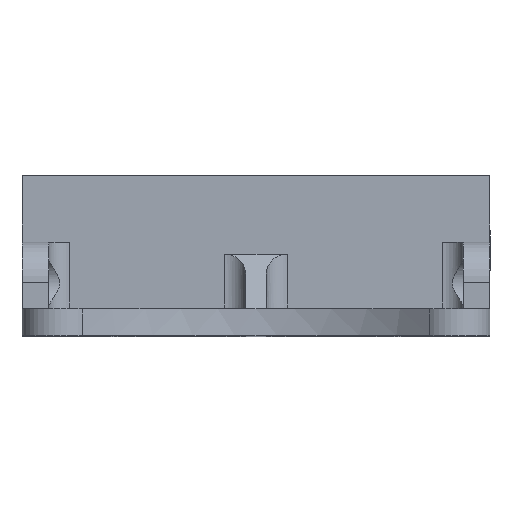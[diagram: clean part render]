
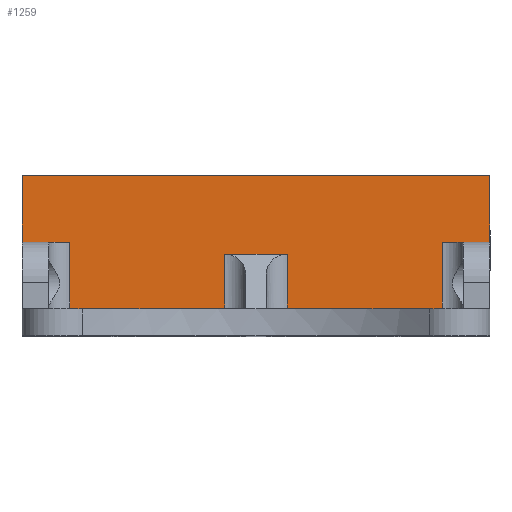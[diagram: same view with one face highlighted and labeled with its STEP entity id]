
A CAD part, top view. The second image highlights one B-rep face of the part: STEP entity #1259.
In plain terms, the highlighted planar face has unit normal (0, 0, 1).
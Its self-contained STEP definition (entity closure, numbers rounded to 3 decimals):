
#3 = CARTESIAN_POINT ( 'NONE',  ( -23.701, -2.191, -30.216 ) ) ;
#48 = EDGE_CURVE ( 'NONE', #4202, #5660, #957, .T. ) ;
#60 = VERTEX_POINT ( 'NONE', #3555 ) ;
#61 = CARTESIAN_POINT ( 'NONE',  ( 4.219, -3.079, -30.216 ) ) ;
#63 = VERTEX_POINT ( 'NONE', #5125 ) ;
#234 = VECTOR ( 'NONE', #2204, 1000. ) ;
#393 = ORIENTED_EDGE ( 'NONE', *, *, #4108, .T. ) ;
#466 = LINE ( 'NONE', #6434, #3875 ) ;
#493 = DIRECTION ( 'NONE',  ( -1., 0., 0. ) ) ;
#503 = DIRECTION ( 'NONE',  ( 1., 0., 0. ) ) ;
#506 = ORIENTED_EDGE ( 'NONE', *, *, #6062, .T. ) ;
#591 = CARTESIAN_POINT ( 'NONE',  ( 1.131, -7.191, -30.216 ) ) ;
#662 = LINE ( 'NONE', #5735, #3995 ) ;
#816 = EDGE_CURVE ( 'NONE', #6553, #63, #3530, .T. ) ;
#838 = VECTOR ( 'NONE', #6143, 1000. ) ;
#957 = LINE ( 'NONE', #1091, #1665 ) ;
#1006 = LINE ( 'NONE', #4491, #6082 ) ;
#1023 = DIRECTION ( 'NONE',  ( 0., -1., 0. ) ) ;
#1077 = ORIENTED_EDGE ( 'NONE', *, *, #48, .T. ) ;
#1091 = CARTESIAN_POINT ( 'NONE',  ( -10.444, -7.191, -30.216 ) ) ;
#1192 = DIRECTION ( 'NONE',  ( 0., 1., 0. ) ) ;
#1195 = VECTOR ( 'NONE', #1319, 1000. ) ;
#1259 = ADVANCED_FACE ( 'NONE', ( #4051 ), #6173, .F. ) ;
#1304 = VERTEX_POINT ( 'NONE', #6571 ) ;
#1319 = DIRECTION ( 'NONE',  ( 0., 1., 0. ) ) ;
#1341 = EDGE_CURVE ( 'NONE', #5577, #1489, #2149, .T. ) ;
#1402 = ORIENTED_EDGE ( 'NONE', *, *, #4522, .T. ) ;
#1482 = LINE ( 'NONE', #2396, #5662 ) ;
#1489 = VERTEX_POINT ( 'NONE', #6392 ) ;
#1518 = DIRECTION ( 'NONE',  ( -1., 0., 0. ) ) ;
#1574 = EDGE_CURVE ( 'NONE', #5102, #6553, #6491, .T. ) ;
#1591 = DIRECTION ( 'NONE',  ( 0., 0., -1. ) ) ;
#1637 = CARTESIAN_POINT ( 'NONE',  ( -23.701, 2.809, -30.216 ) ) ;
#1665 = VECTOR ( 'NONE', #1023, 1000. ) ;
#1995 = VECTOR ( 'NONE', #6012, 1000. ) ;
#2008 = CARTESIAN_POINT ( 'NONE',  ( -14.031, -2.191, -30.216 ) ) ;
#2061 = CARTESIAN_POINT ( 'NONE',  ( -10.444, -2.191, -30.216 ) ) ;
#2063 = CARTESIAN_POINT ( 'NONE',  ( -10.444, -7.191, -30.216 ) ) ;
#2097 = ORIENTED_EDGE ( 'NONE', *, *, #816, .F. ) ;
#2103 = CARTESIAN_POINT ( 'NONE',  ( -14.031, 2.809, -30.216 ) ) ;
#2149 = LINE ( 'NONE', #3254, #234 ) ;
#2185 = EDGE_LOOP ( 'NONE', ( #393, #1077, #4639, #3147, #5694, #506, #5612, #5946, #3251, #1402, #2097, #4090 ) ) ;
#2204 = DIRECTION ( 'NONE',  ( 0., 1., 0. ) ) ;
#2396 = CARTESIAN_POINT ( 'NONE',  ( 5.806, -7.191, -30.216 ) ) ;
#2666 = EDGE_CURVE ( 'NONE', #5099, #60, #662, .T. ) ;
#2766 = LINE ( 'NONE', #3819, #3302 ) ;
#2978 = AXIS2_PLACEMENT_3D ( 'NONE', #6073, #1591, #1518 ) ;
#3147 = ORIENTED_EDGE ( 'NONE', *, *, #2666, .T. ) ;
#3251 = ORIENTED_EDGE ( 'NONE', *, *, #5769, .T. ) ;
#3254 = CARTESIAN_POINT ( 'NONE',  ( 17.381, -2.191, -30.216 ) ) ;
#3260 = DIRECTION ( 'NONE',  ( -1., 0., 0. ) ) ;
#3287 = CARTESIAN_POINT ( 'NONE',  ( 20.969, -2.191, -30.216 ) ) ;
#3302 = VECTOR ( 'NONE', #3260, 1000. ) ;
#3313 = LINE ( 'NONE', #3, #3979 ) ;
#3345 = CARTESIAN_POINT ( 'NONE',  ( -14.031, -46.38, -30.216 ) ) ;
#3503 = VERTEX_POINT ( 'NONE', #3287 ) ;
#3530 = LINE ( 'NONE', #1637, #6284 ) ;
#3555 = CARTESIAN_POINT ( 'NONE',  ( 1.131, -3.079, -30.216 ) ) ;
#3596 = DIRECTION ( 'NONE',  ( 1., 0., 0. ) ) ;
#3603 = CARTESIAN_POINT ( 'NONE',  ( 5.806, -7.191, -30.216 ) ) ;
#3819 = CARTESIAN_POINT ( 'NONE',  ( -12.031, -7.191, -30.216 ) ) ;
#3875 = VECTOR ( 'NONE', #493, 1000. ) ;
#3979 = VECTOR ( 'NONE', #6514, 1000. ) ;
#3995 = VECTOR ( 'NONE', #1192, 1000. ) ;
#4051 = FACE_OUTER_BOUND ( 'NONE', #2185, .T. ) ;
#4090 = ORIENTED_EDGE ( 'NONE', *, *, #1574, .F. ) ;
#4108 = EDGE_CURVE ( 'NONE', #5102, #4202, #3313, .T. ) ;
#4202 = VERTEX_POINT ( 'NONE', #2061 ) ;
#4404 = DIRECTION ( 'NONE',  ( 0., -1., 0. ) ) ;
#4482 = EDGE_CURVE ( 'NONE', #5099, #5660, #466, .T. ) ;
#4491 = CARTESIAN_POINT ( 'NONE',  ( -23.701, -2.191, -30.216 ) ) ;
#4522 = EDGE_CURVE ( 'NONE', #3503, #63, #4892, .T. ) ;
#4639 = ORIENTED_EDGE ( 'NONE', *, *, #4482, .F. ) ;
#4655 = EDGE_CURVE ( 'NONE', #1304, #60, #5675, .T. ) ;
#4892 = LINE ( 'NONE', #6506, #1995 ) ;
#5099 = VERTEX_POINT ( 'NONE', #591 ) ;
#5102 = VERTEX_POINT ( 'NONE', #2008 ) ;
#5125 = CARTESIAN_POINT ( 'NONE',  ( 20.969, 2.809, -30.216 ) ) ;
#5577 = VERTEX_POINT ( 'NONE', #6441 ) ;
#5612 = ORIENTED_EDGE ( 'NONE', *, *, #5802, .F. ) ;
#5660 = VERTEX_POINT ( 'NONE', #2063 ) ;
#5662 = VECTOR ( 'NONE', #4404, 1000. ) ;
#5675 = LINE ( 'NONE', #61, #838 ) ;
#5694 = ORIENTED_EDGE ( 'NONE', *, *, #4655, .F. ) ;
#5735 = CARTESIAN_POINT ( 'NONE',  ( 1.131, -2.191, -30.216 ) ) ;
#5769 = EDGE_CURVE ( 'NONE', #1489, #3503, #1006, .T. ) ;
#5802 = EDGE_CURVE ( 'NONE', #5577, #5903, #2766, .T. ) ;
#5903 = VERTEX_POINT ( 'NONE', #3603 ) ;
#5946 = ORIENTED_EDGE ( 'NONE', *, *, #1341, .T. ) ;
#6012 = DIRECTION ( 'NONE',  ( 0., 1., 0. ) ) ;
#6062 = EDGE_CURVE ( 'NONE', #1304, #5903, #1482, .T. ) ;
#6073 = CARTESIAN_POINT ( 'NONE',  ( -23.701, -2.191, -30.216 ) ) ;
#6082 = VECTOR ( 'NONE', #503, 1000. ) ;
#6143 = DIRECTION ( 'NONE',  ( -1., 0., 0. ) ) ;
#6173 = PLANE ( 'NONE',  #2978 ) ;
#6284 = VECTOR ( 'NONE', #3596, 1000. ) ;
#6392 = CARTESIAN_POINT ( 'NONE',  ( 17.381, -2.191, -30.216 ) ) ;
#6434 = CARTESIAN_POINT ( 'NONE',  ( -12.031, -7.191, -30.216 ) ) ;
#6441 = CARTESIAN_POINT ( 'NONE',  ( 17.381, -7.191, -30.216 ) ) ;
#6491 = LINE ( 'NONE', #3345, #1195 ) ;
#6506 = CARTESIAN_POINT ( 'NONE',  ( 20.969, -2.191, -30.216 ) ) ;
#6514 = DIRECTION ( 'NONE',  ( 1., 0., 0. ) ) ;
#6553 = VERTEX_POINT ( 'NONE', #2103 ) ;
#6571 = CARTESIAN_POINT ( 'NONE',  ( 5.806, -3.079, -30.216 ) ) ;
